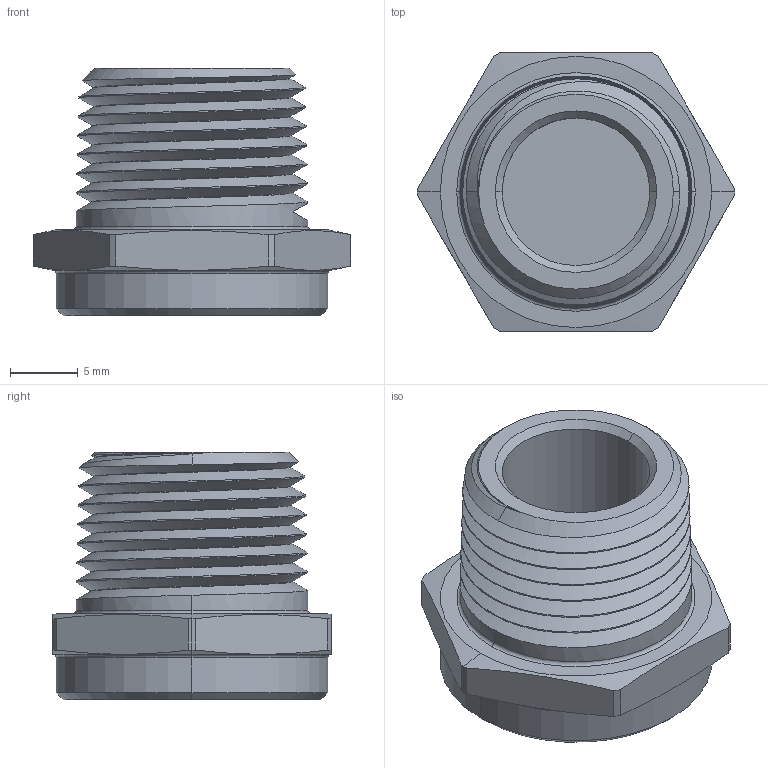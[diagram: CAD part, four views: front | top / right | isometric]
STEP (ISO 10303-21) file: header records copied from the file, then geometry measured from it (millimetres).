
FILE_DESCRIPTION (( 'STEP AP214' ), '1' );
FILE_NAME ('101046.step', '2013-08-26T18:13:49', ( '' ), ( '' ), 'SwSTEP 2.0', 'SolidWorks 2012', '' );
FILE_SCHEMA (( 'AUTOMOTIVE_DESIGN' ));
Length unit declared in the file: inch
Products named in the file (3): 402046; 403046; 101046
Assembly tree (2 placements, depth 2):
  101046
    403046
    402046
Bounding box: 23.45 x 20.57 x 18.29 mm (x, y, z)
Volume: 3243.7 mm3; surface area: 3036.6 mm2
Topology: 2 solids, 2 shells, 72 faces, 174 edges, 108 vertices
Faces by surface type: cone 28, cylinder 18, plane 15, torus 8, bspline 3
Entity records: 5547 total; most frequent: CARTESIAN_POINT 3805, ORIENTED_EDGE 348, DIRECTION 333, EDGE_CURVE 174, AXIS2_PLACEMENT_3D 138, VERTEX_POINT 108, EDGE_LOOP 76, FACE_OUTER_BOUND 72
